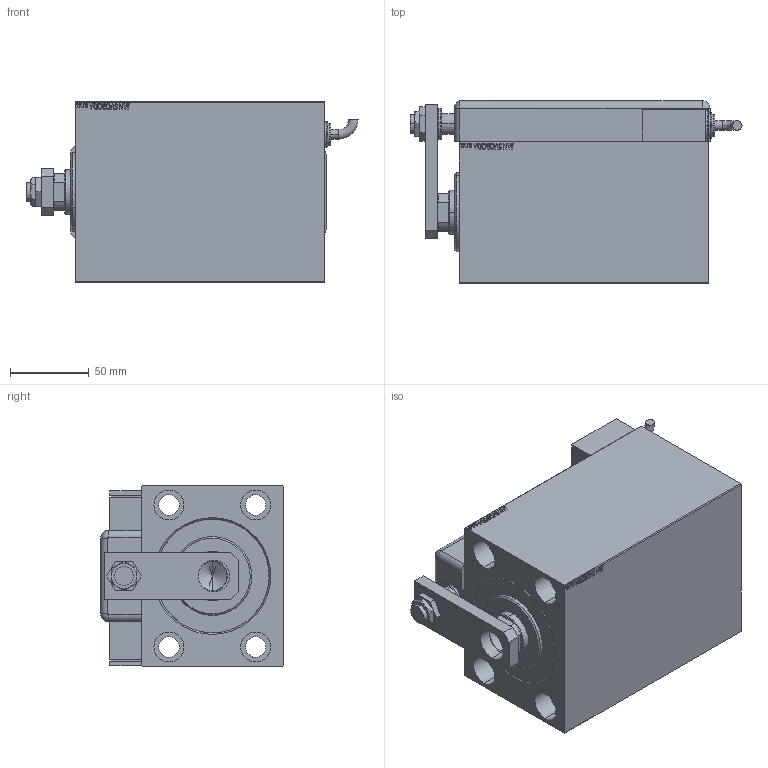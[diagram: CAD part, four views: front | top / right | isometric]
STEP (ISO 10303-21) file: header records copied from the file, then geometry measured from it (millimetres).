
FILE_DESCRIPTION (( 'STEP AP203' ), '1' );
FILE_NAME ('fa1f.STEP', '2023-10-27T07:28:58', ( '' ), ( '' ), 'SwSTEP 2.0', 'SolidWorks 2019', '' );
FILE_SCHEMA (( 'CONFIG_CONTROL_DESIGN' ));
Length unit declared in the file: millimetre
Products named in the file (13): SWITCH_Q_FRONT_BACK 564c94614c347c7ecdd9ad09053546ec; KRYT 564c94614c347c7ecdd9ad09053546ec; NUT_D13 564c94614c347c7ecdd9ad09053546ec; V450CM_C_VCP 564c94614c347c7ecdd9ad09053546ec; NUT_D19 564c94614c347c7ecdd9ad09053546ec; MAGNETIC SWITCH Q 564c94614c347c7ecdd9ad09053546ec; ZARAZKA_Q 564c94614c347c7ecdd9ad09053546ec; TYC 564c94614c347c7ecdd9ad09053546ec; SWITCH DIM A_G 564c94614c347c7ecdd9ad09053546ec; V450CM_C_Body 564c94614c347c7ecdd9ad09053546ec; V450CM_VC_B 564c94614c347c7ecdd9ad09053546ec; SWITCH Q 564c94614c347c7ecdd9ad09053546ec; fa1f
Assembly tree (13 placements, depth 3):
  fa1f
    V450CM_C_Body 564c94614c347c7ecdd9ad09053546ec
    V450CM_C_VCP 564c94614c347c7ecdd9ad09053546ec
    V450CM_VC_B 564c94614c347c7ecdd9ad09053546ec
    MAGNETIC SWITCH Q 564c94614c347c7ecdd9ad09053546ec
      SWITCH_Q_FRONT_BACK 564c94614c347c7ecdd9ad09053546ec
      TYC 564c94614c347c7ecdd9ad09053546ec
      ZARAZKA_Q 564c94614c347c7ecdd9ad09053546ec
      SWITCH DIM A_G 564c94614c347c7ecdd9ad09053546ec
      NUT_D19 564c94614c347c7ecdd9ad09053546ec
      NUT_D13 564c94614c347c7ecdd9ad09053546ec
      KRYT 564c94614c347c7ecdd9ad09053546ec
      SWITCH Q 564c94614c347c7ecdd9ad09053546ec  x2
Bounding box: 210.46 x 115.8 x 115 mm (x, y, z)
Volume: 1504107.4 mm3; surface area: 251434 mm2
Topology: 13 solids, 13 shells, 1244 faces, 3154 edges, 2083 vertices
Faces by surface type: plane 614, bspline 471, cylinder 113, cone 22, torus 22, sphere 2
Entity records: 59591 total; most frequent: CARTESIAN_POINT 32067, ORIENTED_EDGE 6112, DIRECTION 3862, EDGE_CURVE 3056, VERTEX_POINT 2023, LINE 1822, VECTOR 1822, EDGE_LOOP 1377
